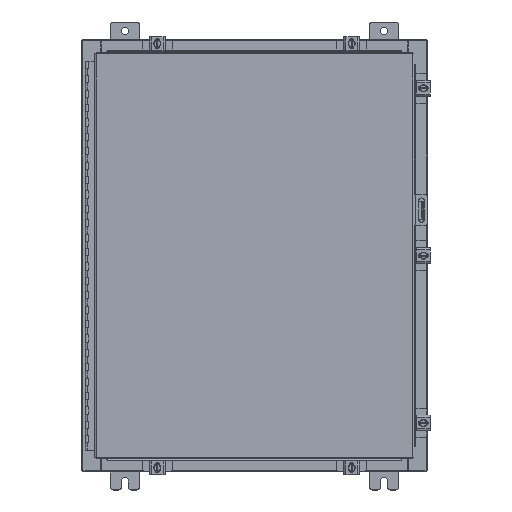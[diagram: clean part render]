
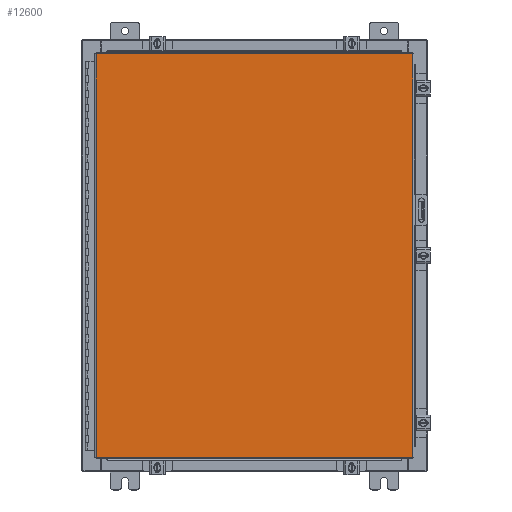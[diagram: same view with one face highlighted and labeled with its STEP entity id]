
A CAD part, top view. The second image highlights one B-rep face of the part: STEP entity #12600.
In plain terms, the highlighted planar face has unit normal (0, 0, 1).
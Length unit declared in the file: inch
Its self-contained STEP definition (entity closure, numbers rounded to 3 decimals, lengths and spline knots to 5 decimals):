
#778 = LINE ( 'NONE', #7831, #37408 ) ;
#968 = PLANE ( 'NONE',  #16726 ) ;
#1791 = ORIENTED_EDGE ( 'NONE', *, *, #33291, .T. ) ;
#3976 = DIRECTION ( 'NONE',  ( 0., 0., -1. ) ) ;
#4461 = VECTOR ( 'NONE', #30771, 39.37008 ) ;
#6263 = VECTOR ( 'NONE', #22054, 39.37008 ) ;
#6733 = ORIENTED_EDGE ( 'NONE', *, *, #21588, .T. ) ;
#7262 = EDGE_CURVE ( 'NONE', #25251, #32465, #12208, .T. ) ;
#7415 = FACE_OUTER_BOUND ( 'NONE', #17028, .T. ) ;
#7831 = CARTESIAN_POINT ( 'NONE',  ( -10.9903, 14.0063, 0. ) ) ;
#9993 = ORIENTED_EDGE ( 'NONE', *, *, #34485, .T. ) ;
#10427 = VERTEX_POINT ( 'NONE', #28763 ) ;
#10581 = CARTESIAN_POINT ( 'NONE',  ( -10.9903, -14.0063, 0. ) ) ;
#12068 = CARTESIAN_POINT ( 'NONE',  ( -10.9903, 14.0063, 0. ) ) ;
#12208 = LINE ( 'NONE', #20407, #4461 ) ;
#12600 = ADVANCED_FACE ( 'NONE', ( #7415 ), #968, .F. ) ;
#12667 = CARTESIAN_POINT ( 'NONE',  ( 10.9903, -14.0063, 0. ) ) ;
#16726 = AXIS2_PLACEMENT_3D ( 'NONE', #21300, #3976, #24218 ) ;
#17028 = EDGE_LOOP ( 'NONE', ( #1791, #6733, #36803, #9993 ) ) ;
#17195 = VERTEX_POINT ( 'NONE', #26941 ) ;
#18350 = DIRECTION ( 'NONE',  ( 0., 1., 0. ) ) ;
#19687 = LINE ( 'NONE', #12667, #34201 ) ;
#20407 = CARTESIAN_POINT ( 'NONE',  ( 10.9903, 14.0063, 0. ) ) ;
#21300 = CARTESIAN_POINT ( 'NONE',  ( 0., 0., 0. ) ) ;
#21588 = EDGE_CURVE ( 'NONE', #10427, #25251, #19687, .T. ) ;
#22054 = DIRECTION ( 'NONE',  ( 1., 0., 0. ) ) ;
#22352 = DIRECTION ( 'NONE',  ( 0., -1., 0. ) ) ;
#24218 = DIRECTION ( 'NONE',  ( -1., 0., 0. ) ) ;
#25251 = VERTEX_POINT ( 'NONE', #26606 ) ;
#26606 = CARTESIAN_POINT ( 'NONE',  ( 10.9903, 14.0063, 0. ) ) ;
#26941 = CARTESIAN_POINT ( 'NONE',  ( -10.9903, -14.0063, 0. ) ) ;
#28763 = CARTESIAN_POINT ( 'NONE',  ( 10.9903, -14.0063, 0. ) ) ;
#29369 = LINE ( 'NONE', #10581, #6263 ) ;
#30771 = DIRECTION ( 'NONE',  ( -1., 0., 0. ) ) ;
#32465 = VERTEX_POINT ( 'NONE', #12068 ) ;
#33291 = EDGE_CURVE ( 'NONE', #17195, #10427, #29369, .T. ) ;
#34201 = VECTOR ( 'NONE', #18350, 39.37008 ) ;
#34485 = EDGE_CURVE ( 'NONE', #32465, #17195, #778, .T. ) ;
#36803 = ORIENTED_EDGE ( 'NONE', *, *, #7262, .T. ) ;
#37408 = VECTOR ( 'NONE', #22352, 39.37008 ) ;
